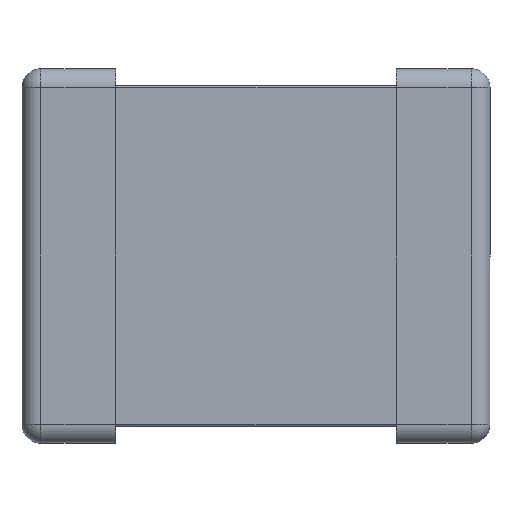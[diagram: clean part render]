
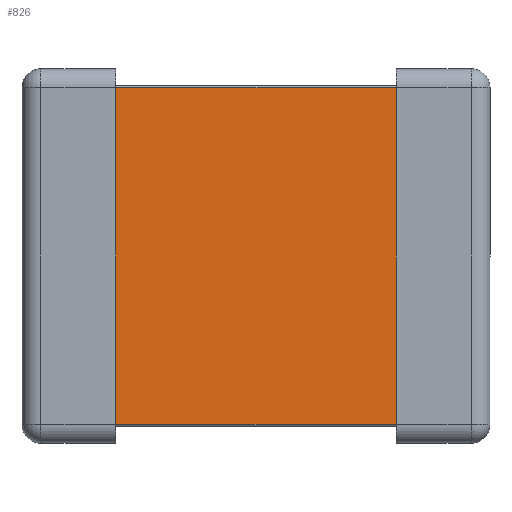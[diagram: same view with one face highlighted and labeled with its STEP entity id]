
A CAD part, front view. The second image highlights one B-rep face of the part: STEP entity #826.
In plain terms, the highlighted planar face has unit normal (0, -1, 0).
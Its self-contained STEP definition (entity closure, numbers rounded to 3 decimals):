
#49 = DIRECTION ( 'NONE',  ( 0., 0., -1. ) ) ;
#60 = EDGE_CURVE ( 'NONE', #448, #812, #535, .T. ) ;
#67 = DIRECTION ( 'NONE',  ( 0., 1., 0. ) ) ;
#101 = AXIS2_PLACEMENT_3D ( 'NONE', #1171, #67, #262 ) ;
#124 = ORIENTED_EDGE ( 'NONE', *, *, #650, .T. ) ;
#244 = DIRECTION ( 'NONE',  ( 0., 0., -1. ) ) ;
#256 = ORIENTED_EDGE ( 'NONE', *, *, #60, .F. ) ;
#262 = DIRECTION ( 'NONE',  ( 0., 0., 1. ) ) ;
#269 = VECTOR ( 'NONE', #49, 1000. ) ;
#346 = CARTESIAN_POINT ( 'NONE',  ( 0.75, 0.09, 0.9 ) ) ;
#389 = CARTESIAN_POINT ( 'NONE',  ( -0.75, 0.09, 0.9 ) ) ;
#392 = EDGE_LOOP ( 'NONE', ( #256, #1046, #124, #413 ) ) ;
#402 = LINE ( 'NONE', #903, #1198 ) ;
#413 = ORIENTED_EDGE ( 'NONE', *, *, #875, .F. ) ;
#448 = VERTEX_POINT ( 'NONE', #346 ) ;
#460 = DIRECTION ( 'NONE',  ( -1., 0., 0. ) ) ;
#467 = VERTEX_POINT ( 'NONE', #1249 ) ;
#535 = LINE ( 'NONE', #934, #269 ) ;
#642 = CARTESIAN_POINT ( 'NONE',  ( -0.75, 0.09, 0.9 ) ) ;
#650 = EDGE_CURVE ( 'NONE', #1003, #467, #816, .T. ) ;
#660 = LINE ( 'NONE', #1156, #1277 ) ;
#812 = VERTEX_POINT ( 'NONE', #1064 ) ;
#816 = LINE ( 'NONE', #642, #1122 ) ;
#826 = ADVANCED_FACE ( 'NONE', ( #1261 ), #945, .F. ) ;
#875 = EDGE_CURVE ( 'NONE', #812, #467, #660, .T. ) ;
#903 = CARTESIAN_POINT ( 'NONE',  ( 2.746, 0.09, 0.9 ) ) ;
#934 = CARTESIAN_POINT ( 'NONE',  ( 0.75, 0.09, 0.9 ) ) ;
#945 = PLANE ( 'NONE',  #101 ) ;
#972 = EDGE_CURVE ( 'NONE', #448, #1003, #402, .T. ) ;
#1003 = VERTEX_POINT ( 'NONE', #389 ) ;
#1046 = ORIENTED_EDGE ( 'NONE', *, *, #972, .T. ) ;
#1064 = CARTESIAN_POINT ( 'NONE',  ( 0.75, 0.09, -0.9 ) ) ;
#1081 = DIRECTION ( 'NONE',  ( -1., 0., 0. ) ) ;
#1122 = VECTOR ( 'NONE', #244, 1000. ) ;
#1156 = CARTESIAN_POINT ( 'NONE',  ( 2.746, 0.09, -0.9 ) ) ;
#1171 = CARTESIAN_POINT ( 'NONE',  ( 2.746, 0.09, 0.9 ) ) ;
#1198 = VECTOR ( 'NONE', #1081, 1000. ) ;
#1249 = CARTESIAN_POINT ( 'NONE',  ( -0.75, 0.09, -0.9 ) ) ;
#1261 = FACE_OUTER_BOUND ( 'NONE', #392, .T. ) ;
#1277 = VECTOR ( 'NONE', #460, 1000. ) ;
